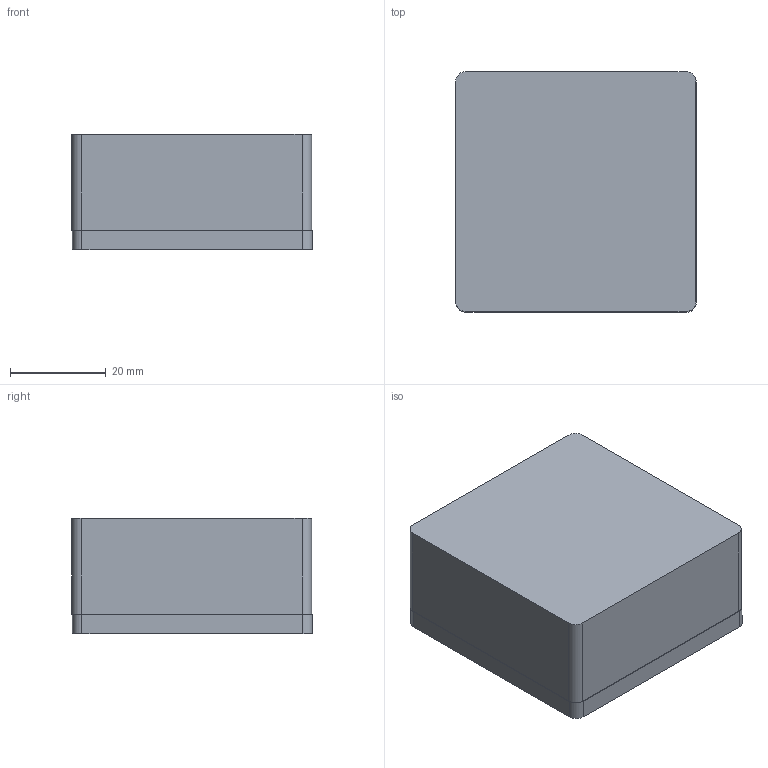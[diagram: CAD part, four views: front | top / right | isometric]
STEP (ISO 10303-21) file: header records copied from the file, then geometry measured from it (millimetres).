
FILE_DESCRIPTION(/* description */ (''),/* implementation_level */ '2;1');
FILE_NAME(/* name */ 'Hotplate-Aufsatz.step',/* time_stamp */ '2025-05-05T13:39:48+02:00',/* author */ (''),/* organization */ (''),/* preprocessor_version */ 'ST-DEVELOPER v20.1',/* originating_system */ 'Autodesk Translation Framework v14.4.0.0',/* authorisation */ '');
FILE_SCHEMA (('AUTOMOTIVE_DESIGN { 1 0 10303 214 3 1 1 }'));
Length unit declared in the file: millimetre
Products named in the file (3): Hotplate-Aufsatz; Komponente1; Komponente2
Assembly tree (2 placements, depth 2):
  Hotplate-Aufsatz
    Komponente1
    Komponente2
Bounding box: 50.12 x 50.12 x 24 mm (x, y, z)
Volume: 26459.2 mm3; surface area: 18046.3 mm2
Topology: 2 solids, 2 shells, 55 faces, 144 edges, 96 vertices
Faces by surface type: cylinder 28, plane 27
Entity records: 1806 total; most frequent: DIRECTION 320, CARTESIAN_POINT 300, ORIENTED_EDGE 288, EDGE_CURVE 144, AXIS2_PLACEMENT_3D 116, VERTEX_POINT 96, LINE 88, VECTOR 88
